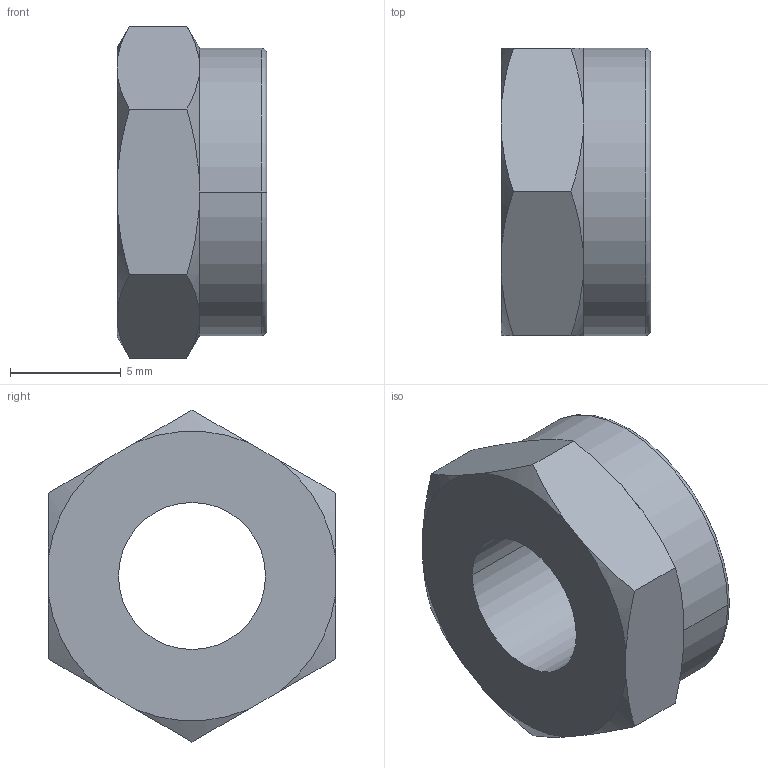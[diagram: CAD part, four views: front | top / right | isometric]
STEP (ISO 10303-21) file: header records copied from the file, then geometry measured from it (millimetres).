
FILE_DESCRIPTION(('CATIA V5 STEP Exchange'),'2;1');
FILE_NAME('Nut M8.stp','2014-10-01T03:25:42+00:00',('none'),('none'),'CATIA Version 5 Release 19 SP 4 (IN-10)','CATIA V5 STEP AP203','none');
FILE_SCHEMA(('CONFIG_CONTROL_DESIGN'));
Length unit declared in the file: millimetre
Products named in the file (1): ISO 10511 NUT M8 STEEL PREVAILING TORQUE TYPE HEXAGON THIN
Bounding box: 6.76 x 13 x 15.01 mm (x, y, z)
Volume: 708.5 mm3; surface area: 639.6 mm2
Topology: 1 solids, 1 shells, 32 faces, 80 edges, 50 vertices
Faces by surface type: plane 14, cone 12, cylinder 4, torus 2
Entity records: 1029 total; most frequent: CARTESIAN_POINT 338, ORIENTED_EDGE 160, DIRECTION 86, EDGE_CURVE 80, VERTEX_POINT 50, AXIS2_PLACEMENT_3D 44, EDGE_LOOP 34, ADVANCED_FACE 32
